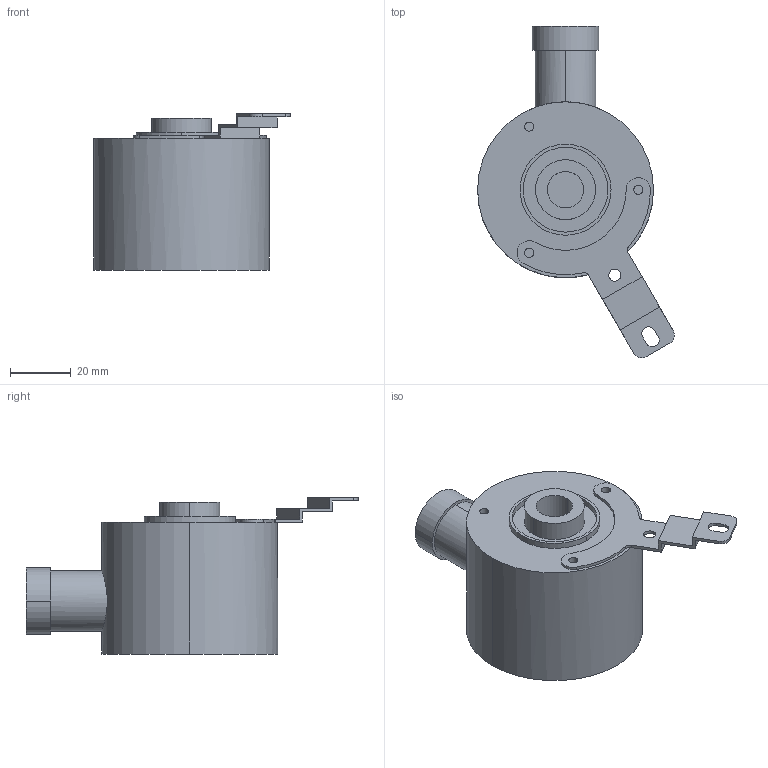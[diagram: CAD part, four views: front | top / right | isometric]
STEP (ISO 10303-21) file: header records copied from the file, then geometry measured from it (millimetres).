
FILE_DESCRIPTION((''),'2;1');
FILE_NAME('20','2011-01-03T',('Ingenieurbuero Eiseler'),('Pepperl+Fuchs'),'PRO/ENGINEER BY PARAMETRIC TECHNOLOGY CORPORATION, 2009440','PRO/ENGINEER BY PARAMETRIC TECHNOLOGY CORPORATION, 2009440','');
FILE_SCHEMA(('CONFIG_CONTROL_DESIGN'));
Length unit declared in the file: millimetre
Products named in the file (1): 20
Bounding box: 64.9 x 109.48 x 51.5 mm (x, y, z)
Volume: 124148.6 mm3; surface area: 18063.9 mm2
Topology: 1 solids, 1 shells, 59 faces, 142 edges, 94 vertices
Faces by surface type: cylinder 33, plane 26
Entity records: 2899 total; most frequent: CARTESIAN_POINT 331, DIRECTION 326, ORIENTED_EDGE 284, PRESENTATION_STYLE_ASSIGNMENT 196, STYLED_ITEM 143, CURVE_STYLE 142, EDGE_CURVE 142, AXIS2_PLACEMENT_3D 127
